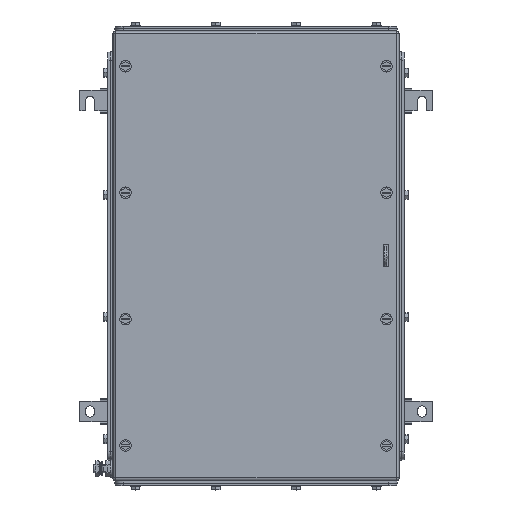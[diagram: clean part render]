
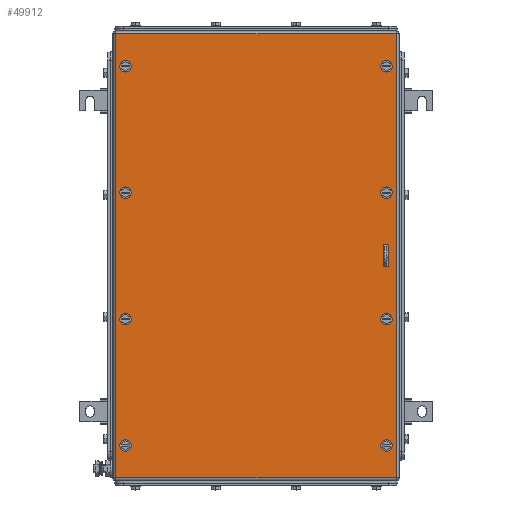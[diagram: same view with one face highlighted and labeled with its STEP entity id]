
A CAD part, top view. The second image highlights one B-rep face of the part: STEP entity #49912.
In plain terms, the highlighted planar face has unit normal (0, 0, 1).
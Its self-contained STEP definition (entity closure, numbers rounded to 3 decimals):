
#49680=AXIS2_PLACEMENT_3D('Circle Axis2P3D',#49678,#49679,$) ;
#49707=AXIS2_PLACEMENT_3D('Plane Axis2P3D',#49704,#49705,#49706) ;
#49745=AXIS2_PLACEMENT_3D('Circle Axis2P3D',#49743,#49744,$) ;
#49754=AXIS2_PLACEMENT_3D('Circle Axis2P3D',#49752,#49753,$) ;
#49763=AXIS2_PLACEMENT_3D('Circle Axis2P3D',#49761,#49762,$) ;
#49772=AXIS2_PLACEMENT_3D('Circle Axis2P3D',#49770,#49771,$) ;
#49781=AXIS2_PLACEMENT_3D('Circle Axis2P3D',#49779,#49780,$) ;
#49790=AXIS2_PLACEMENT_3D('Circle Axis2P3D',#49788,#49789,$) ;
#49799=AXIS2_PLACEMENT_3D('Circle Axis2P3D',#49797,#49798,$) ;
#49808=AXIS2_PLACEMENT_3D('Circle Axis2P3D',#49806,#49807,$) ;
#49817=AXIS2_PLACEMENT_3D('Circle Axis2P3D',#49815,#49816,$) ;
#49826=AXIS2_PLACEMENT_3D('Circle Axis2P3D',#49824,#49825,$) ;
#49835=AXIS2_PLACEMENT_3D('Circle Axis2P3D',#49833,#49834,$) ;
#49844=AXIS2_PLACEMENT_3D('Circle Axis2P3D',#49842,#49843,$) ;
#49853=AXIS2_PLACEMENT_3D('Circle Axis2P3D',#49851,#49852,$) ;
#49862=AXIS2_PLACEMENT_3D('Circle Axis2P3D',#49860,#49861,$) ;
#49871=AXIS2_PLACEMENT_3D('Circle Axis2P3D',#49869,#49870,$) ;
#49675=CARTESIAN_POINT('Vertex',(59.5,208.75,153.5)) ;
#49678=CARTESIAN_POINT('Axis2P3D Location',(56.,208.75,153.5)) ;
#49682=CARTESIAN_POINT('Vertex',(52.5,208.75,153.5)) ;
#49704=CARTESIAN_POINT('Axis2P3D Location',(215.5,286.,153.5)) ;
#49709=CARTESIAN_POINT('Line Origine',(215.5,557.5,153.5)) ;
#49713=CARTESIAN_POINT('Vertex',(387.,557.5,153.5)) ;
#49715=CARTESIAN_POINT('Vertex',(44.,557.5,153.5)) ;
#49718=CARTESIAN_POINT('Line Origine',(44.,286.,153.5)) ;
#49722=CARTESIAN_POINT('Vertex',(44.,14.5,153.5)) ;
#49725=CARTESIAN_POINT('Line Origine',(215.5,14.5,153.5)) ;
#49729=CARTESIAN_POINT('Vertex',(387.,14.5,153.5)) ;
#49732=CARTESIAN_POINT('Line Origine',(387.,286.,153.5)) ;
#49743=CARTESIAN_POINT('Axis2P3D Location',(56.,208.75,153.5)) ;
#49752=CARTESIAN_POINT('Axis2P3D Location',(56.,363.25,153.5)) ;
#49756=CARTESIAN_POINT('Vertex',(52.5,363.25,153.5)) ;
#49758=CARTESIAN_POINT('Vertex',(59.5,363.25,153.5)) ;
#49761=CARTESIAN_POINT('Axis2P3D Location',(56.,363.25,153.5)) ;
#49770=CARTESIAN_POINT('Axis2P3D Location',(375.,208.75,153.5)) ;
#49774=CARTESIAN_POINT('Vertex',(378.5,208.75,153.5)) ;
#49776=CARTESIAN_POINT('Vertex',(371.5,208.75,153.5)) ;
#49779=CARTESIAN_POINT('Axis2P3D Location',(375.,208.75,153.5)) ;
#49788=CARTESIAN_POINT('Axis2P3D Location',(375.,363.25,153.5)) ;
#49792=CARTESIAN_POINT('Vertex',(378.5,363.25,153.5)) ;
#49794=CARTESIAN_POINT('Vertex',(371.5,363.25,153.5)) ;
#49797=CARTESIAN_POINT('Axis2P3D Location',(375.,363.25,153.5)) ;
#49806=CARTESIAN_POINT('Axis2P3D Location',(56.,517.75,153.5)) ;
#49810=CARTESIAN_POINT('Vertex',(52.5,517.75,153.5)) ;
#49812=CARTESIAN_POINT('Vertex',(59.5,517.75,153.5)) ;
#49815=CARTESIAN_POINT('Axis2P3D Location',(56.,517.75,153.5)) ;
#49824=CARTESIAN_POINT('Axis2P3D Location',(56.,54.25,153.5)) ;
#49828=CARTESIAN_POINT('Vertex',(52.5,54.25,153.5)) ;
#49830=CARTESIAN_POINT('Vertex',(59.5,54.25,153.5)) ;
#49833=CARTESIAN_POINT('Axis2P3D Location',(56.,54.25,153.5)) ;
#49842=CARTESIAN_POINT('Axis2P3D Location',(375.,54.25,153.5)) ;
#49846=CARTESIAN_POINT('Vertex',(378.5,54.25,153.5)) ;
#49848=CARTESIAN_POINT('Vertex',(371.5,54.25,153.5)) ;
#49851=CARTESIAN_POINT('Axis2P3D Location',(375.,54.25,153.5)) ;
#49860=CARTESIAN_POINT('Axis2P3D Location',(375.,517.75,153.5)) ;
#49864=CARTESIAN_POINT('Vertex',(378.5,517.75,153.5)) ;
#49866=CARTESIAN_POINT('Vertex',(371.5,517.75,153.5)) ;
#49869=CARTESIAN_POINT('Axis2P3D Location',(375.,517.75,153.5)) ;
#49878=CARTESIAN_POINT('Line Origine',(374.75,272.5,153.5)) ;
#49882=CARTESIAN_POINT('Vertex',(378.,272.5,153.5)) ;
#49884=CARTESIAN_POINT('Vertex',(371.5,272.5,153.5)) ;
#49887=CARTESIAN_POINT('Line Origine',(371.5,286.,153.5)) ;
#49891=CARTESIAN_POINT('Vertex',(371.5,299.5,153.5)) ;
#49894=CARTESIAN_POINT('Line Origine',(374.75,299.5,153.5)) ;
#49898=CARTESIAN_POINT('Vertex',(378.,299.5,153.5)) ;
#49901=CARTESIAN_POINT('Line Origine',(378.,286.,153.5)) ;
#49679=DIRECTION('Axis2P3D Direction',(0.,0.,1.)) ;
#49705=DIRECTION('Axis2P3D Direction',(0.,0.,1.)) ;
#49706=DIRECTION('Axis2P3D XDirection',(1.,0.,0.)) ;
#49710=DIRECTION('Vector Direction',(1.,0.,0.)) ;
#49719=DIRECTION('Vector Direction',(0.,-1.,0.)) ;
#49726=DIRECTION('Vector Direction',(1.,0.,0.)) ;
#49733=DIRECTION('Vector Direction',(0.,1.,0.)) ;
#49744=DIRECTION('Axis2P3D Direction',(0.,0.,1.)) ;
#49753=DIRECTION('Axis2P3D Direction',(0.,0.,1.)) ;
#49762=DIRECTION('Axis2P3D Direction',(0.,0.,1.)) ;
#49771=DIRECTION('Axis2P3D Direction',(0.,0.,1.)) ;
#49780=DIRECTION('Axis2P3D Direction',(0.,0.,1.)) ;
#49789=DIRECTION('Axis2P3D Direction',(0.,0.,1.)) ;
#49798=DIRECTION('Axis2P3D Direction',(0.,0.,1.)) ;
#49807=DIRECTION('Axis2P3D Direction',(0.,0.,1.)) ;
#49816=DIRECTION('Axis2P3D Direction',(0.,0.,1.)) ;
#49825=DIRECTION('Axis2P3D Direction',(0.,0.,1.)) ;
#49834=DIRECTION('Axis2P3D Direction',(0.,0.,1.)) ;
#49843=DIRECTION('Axis2P3D Direction',(0.,0.,1.)) ;
#49852=DIRECTION('Axis2P3D Direction',(0.,0.,1.)) ;
#49861=DIRECTION('Axis2P3D Direction',(0.,0.,1.)) ;
#49870=DIRECTION('Axis2P3D Direction',(0.,0.,1.)) ;
#49879=DIRECTION('Vector Direction',(-1.,0.,0.)) ;
#49888=DIRECTION('Vector Direction',(0.,1.,0.)) ;
#49895=DIRECTION('Vector Direction',(1.,0.,0.)) ;
#49902=DIRECTION('Vector Direction',(0.,-1.,0.)) ;
#49711=VECTOR('Line Direction',#49710,1.) ;
#49720=VECTOR('Line Direction',#49719,1.) ;
#49727=VECTOR('Line Direction',#49726,1.) ;
#49734=VECTOR('Line Direction',#49733,1.) ;
#49880=VECTOR('Line Direction',#49879,1.) ;
#49889=VECTOR('Line Direction',#49888,1.) ;
#49896=VECTOR('Line Direction',#49895,1.) ;
#49903=VECTOR('Line Direction',#49902,1.) ;
#49738=ORIENTED_EDGE('',*,*,#49717,.T.) ;
#49739=ORIENTED_EDGE('',*,*,#49724,.T.) ;
#49740=ORIENTED_EDGE('',*,*,#49731,.T.) ;
#49741=ORIENTED_EDGE('',*,*,#49736,.T.) ;
#49749=ORIENTED_EDGE('',*,*,#49747,.F.) ;
#49750=ORIENTED_EDGE('',*,*,#49684,.F.) ;
#49767=ORIENTED_EDGE('',*,*,#49760,.F.) ;
#49768=ORIENTED_EDGE('',*,*,#49765,.F.) ;
#49785=ORIENTED_EDGE('',*,*,#49778,.F.) ;
#49786=ORIENTED_EDGE('',*,*,#49783,.F.) ;
#49803=ORIENTED_EDGE('',*,*,#49796,.F.) ;
#49804=ORIENTED_EDGE('',*,*,#49801,.F.) ;
#49821=ORIENTED_EDGE('',*,*,#49814,.F.) ;
#49822=ORIENTED_EDGE('',*,*,#49819,.F.) ;
#49839=ORIENTED_EDGE('',*,*,#49832,.F.) ;
#49840=ORIENTED_EDGE('',*,*,#49837,.F.) ;
#49857=ORIENTED_EDGE('',*,*,#49850,.F.) ;
#49858=ORIENTED_EDGE('',*,*,#49855,.F.) ;
#49875=ORIENTED_EDGE('',*,*,#49868,.F.) ;
#49876=ORIENTED_EDGE('',*,*,#49873,.F.) ;
#49907=ORIENTED_EDGE('',*,*,#49886,.T.) ;
#49908=ORIENTED_EDGE('',*,*,#49893,.T.) ;
#49909=ORIENTED_EDGE('',*,*,#49900,.T.) ;
#49910=ORIENTED_EDGE('',*,*,#49905,.T.) ;
#49751=FACE_BOUND('',#49748,.T.) ;
#49769=FACE_BOUND('',#49766,.T.) ;
#49787=FACE_BOUND('',#49784,.T.) ;
#49805=FACE_BOUND('',#49802,.T.) ;
#49823=FACE_BOUND('',#49820,.T.) ;
#49841=FACE_BOUND('',#49838,.T.) ;
#49859=FACE_BOUND('',#49856,.T.) ;
#49877=FACE_BOUND('',#49874,.T.) ;
#49911=FACE_BOUND('',#49906,.T.) ;
#49912=ADVANCED_FACE('ZUB.2\\ZUB_DE_KTB_MH_620x450.1\\DE_KTB_MH_PART_MASTER.1\\Koerper.2',(#49742,#49751,#49769,#49787,#49805,#49823,#49841,#49859,#49877,#49911),#49708,.T.) ;
#49681=CIRCLE('generated circle',#49680,3.5) ;
#49746=CIRCLE('generated circle',#49745,3.5) ;
#49755=CIRCLE('generated circle',#49754,3.5) ;
#49764=CIRCLE('generated circle',#49763,3.5) ;
#49773=CIRCLE('generated circle',#49772,3.5) ;
#49782=CIRCLE('generated circle',#49781,3.5) ;
#49791=CIRCLE('generated circle',#49790,3.5) ;
#49800=CIRCLE('generated circle',#49799,3.5) ;
#49809=CIRCLE('generated circle',#49808,3.5) ;
#49818=CIRCLE('generated circle',#49817,3.5) ;
#49827=CIRCLE('generated circle',#49826,3.5) ;
#49836=CIRCLE('generated circle',#49835,3.5) ;
#49845=CIRCLE('generated circle',#49844,3.5) ;
#49854=CIRCLE('generated circle',#49853,3.5) ;
#49863=CIRCLE('generated circle',#49862,3.5) ;
#49872=CIRCLE('generated circle',#49871,3.5) ;
#49684=EDGE_CURVE('',#49676,#49683,#49681,.T.) ;
#49717=EDGE_CURVE('',#49714,#49716,#49712,.F.) ;
#49724=EDGE_CURVE('',#49716,#49723,#49721,.T.) ;
#49731=EDGE_CURVE('',#49723,#49730,#49728,.T.) ;
#49736=EDGE_CURVE('',#49730,#49714,#49735,.T.) ;
#49747=EDGE_CURVE('',#49683,#49676,#49746,.T.) ;
#49760=EDGE_CURVE('',#49757,#49759,#49755,.T.) ;
#49765=EDGE_CURVE('',#49759,#49757,#49764,.T.) ;
#49778=EDGE_CURVE('',#49775,#49777,#49773,.T.) ;
#49783=EDGE_CURVE('',#49777,#49775,#49782,.T.) ;
#49796=EDGE_CURVE('',#49793,#49795,#49791,.T.) ;
#49801=EDGE_CURVE('',#49795,#49793,#49800,.T.) ;
#49814=EDGE_CURVE('',#49811,#49813,#49809,.T.) ;
#49819=EDGE_CURVE('',#49813,#49811,#49818,.T.) ;
#49832=EDGE_CURVE('',#49829,#49831,#49827,.T.) ;
#49837=EDGE_CURVE('',#49831,#49829,#49836,.T.) ;
#49850=EDGE_CURVE('',#49847,#49849,#49845,.T.) ;
#49855=EDGE_CURVE('',#49849,#49847,#49854,.T.) ;
#49868=EDGE_CURVE('',#49865,#49867,#49863,.T.) ;
#49873=EDGE_CURVE('',#49867,#49865,#49872,.T.) ;
#49886=EDGE_CURVE('',#49883,#49885,#49881,.T.) ;
#49893=EDGE_CURVE('',#49885,#49892,#49890,.T.) ;
#49900=EDGE_CURVE('',#49892,#49899,#49897,.T.) ;
#49905=EDGE_CURVE('',#49899,#49883,#49904,.T.) ;
#49737=EDGE_LOOP('',(#49738,#49739,#49740,#49741)) ;
#49748=EDGE_LOOP('',(#49749,#49750)) ;
#49766=EDGE_LOOP('',(#49767,#49768)) ;
#49784=EDGE_LOOP('',(#49785,#49786)) ;
#49802=EDGE_LOOP('',(#49803,#49804)) ;
#49820=EDGE_LOOP('',(#49821,#49822)) ;
#49838=EDGE_LOOP('',(#49839,#49840)) ;
#49856=EDGE_LOOP('',(#49857,#49858)) ;
#49874=EDGE_LOOP('',(#49875,#49876)) ;
#49906=EDGE_LOOP('',(#49907,#49908,#49909,#49910)) ;
#49742=FACE_OUTER_BOUND('',#49737,.T.) ;
#49712=LINE('Line',#49709,#49711) ;
#49721=LINE('Line',#49718,#49720) ;
#49728=LINE('Line',#49725,#49727) ;
#49735=LINE('Line',#49732,#49734) ;
#49881=LINE('Line',#49878,#49880) ;
#49890=LINE('Line',#49887,#49889) ;
#49897=LINE('Line',#49894,#49896) ;
#49904=LINE('Line',#49901,#49903) ;
#49708=PLANE('',#49707) ;
#49676=VERTEX_POINT('',#49675) ;
#49683=VERTEX_POINT('',#49682) ;
#49714=VERTEX_POINT('',#49713) ;
#49716=VERTEX_POINT('',#49715) ;
#49723=VERTEX_POINT('',#49722) ;
#49730=VERTEX_POINT('',#49729) ;
#49757=VERTEX_POINT('',#49756) ;
#49759=VERTEX_POINT('',#49758) ;
#49775=VERTEX_POINT('',#49774) ;
#49777=VERTEX_POINT('',#49776) ;
#49793=VERTEX_POINT('',#49792) ;
#49795=VERTEX_POINT('',#49794) ;
#49811=VERTEX_POINT('',#49810) ;
#49813=VERTEX_POINT('',#49812) ;
#49829=VERTEX_POINT('',#49828) ;
#49831=VERTEX_POINT('',#49830) ;
#49847=VERTEX_POINT('',#49846) ;
#49849=VERTEX_POINT('',#49848) ;
#49865=VERTEX_POINT('',#49864) ;
#49867=VERTEX_POINT('',#49866) ;
#49883=VERTEX_POINT('',#49882) ;
#49885=VERTEX_POINT('',#49884) ;
#49892=VERTEX_POINT('',#49891) ;
#49899=VERTEX_POINT('',#49898) ;
